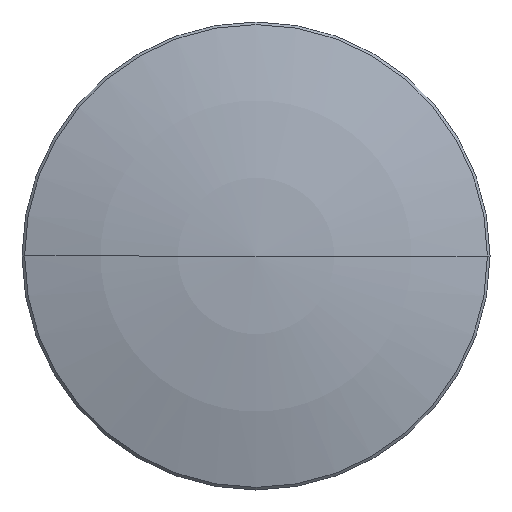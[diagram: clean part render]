
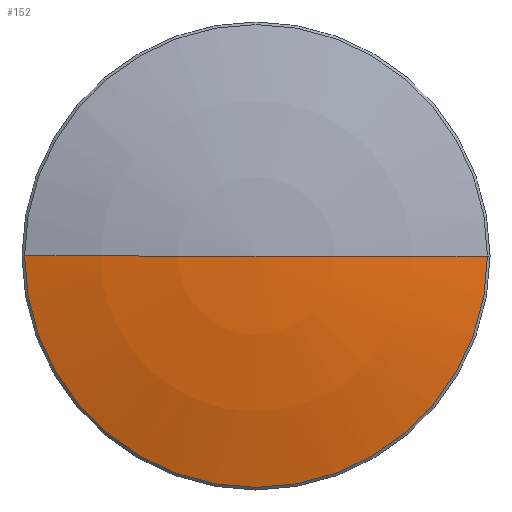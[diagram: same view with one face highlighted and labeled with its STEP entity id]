
A CAD part, left-side view. The second image highlights one B-rep face of the part: STEP entity #152.
In plain terms, the highlighted toroidal (fillet/blend) face has major radius 0.174 mm and minor radius 45.1 mm.
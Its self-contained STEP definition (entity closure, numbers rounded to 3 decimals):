
#96 = VERTEX_POINT ( 'NONE', #233 ) ;
#97 = VERTEX_POINT ( 'NONE', #232 ) ;
#138 = EDGE_CURVE ( 'NONE', #97, #96, #282, .T. ) ;
#141 = ORIENTED_EDGE ( 'NONE', *, *, #173, .F. ) ;
#142 = ORIENTED_EDGE ( 'NONE', *, *, #138, .T. ) ;
#151 = EDGE_LOOP ( 'NONE', ( #141, #142, #172 ) ) ;
#152 = ADVANCED_FACE ( 'NONE', ( #378 ), #401, .T. ) ;
#172 = ORIENTED_EDGE ( 'NONE', *, *, #175, .T. ) ;
#173 = EDGE_CURVE ( 'NONE', #97, #176, #400, .T. ) ;
#175 = EDGE_CURVE ( 'NONE', #96, #176, #348, .T. ) ;
#176 = VERTEX_POINT ( 'NONE', #343 ) ;
#232 = CARTESIAN_POINT ( 'NONE',  ( -1.201, 12.559, 0.098 ) ) ;
#233 = CARTESIAN_POINT ( 'NONE',  ( -1.201, -12.559, 0.098 ) ) ;
#273 = DIRECTION ( 'NONE',  ( 0., -1., 0. ) ) ;
#274 = DIRECTION ( 'NONE',  ( -1., 0., 0. ) ) ;
#275 = CARTESIAN_POINT ( 'NONE',  ( -1.201, 0., 0.098 ) ) ;
#276 = AXIS2_PLACEMENT_3D ( 'NONE', #275, #274, #273 ) ;
#282 = CIRCLE ( 'NONE', #276, 12.559 ) ;
#343 = CARTESIAN_POINT ( 'NONE',  ( -3.035, 0., 0.098 ) ) ;
#344 = DIRECTION ( 'NONE',  ( -1., 0., 0. ) ) ;
#345 = DIRECTION ( 'NONE',  ( 0., 0., -1. ) ) ;
#346 = CARTESIAN_POINT ( 'NONE',  ( 42.064, 0.174, 0.098 ) ) ;
#347 = AXIS2_PLACEMENT_3D ( 'NONE', #346, #345, #344 ) ;
#348 = CIRCLE ( 'NONE', #347, 45.1 ) ;
#349 = DIRECTION ( 'NONE',  ( 0., -1., 0. ) ) ;
#350 = DIRECTION ( 'NONE',  ( 0., 0., 1. ) ) ;
#351 = CARTESIAN_POINT ( 'NONE',  ( 42.064, -0.174, 0.098 ) ) ;
#378 = FACE_OUTER_BOUND ( 'NONE', #151, .T. ) ;
#395 = AXIS2_PLACEMENT_3D ( 'NONE', #351, #350, #349 ) ;
#396 = DIRECTION ( 'NONE',  ( 0., -1., 0. ) ) ;
#397 = DIRECTION ( 'NONE',  ( -1., 0., 0. ) ) ;
#398 = CARTESIAN_POINT ( 'NONE',  ( 42.064, 0., 0.098 ) ) ;
#399 = AXIS2_PLACEMENT_3D ( 'NONE', #398, #397, #396 ) ;
#400 = CIRCLE ( 'NONE', #395, 45.1 ) ;
#401 = TOROIDAL_SURFACE ( 'NONE', #399, -0.174, 45.1 ) ;
